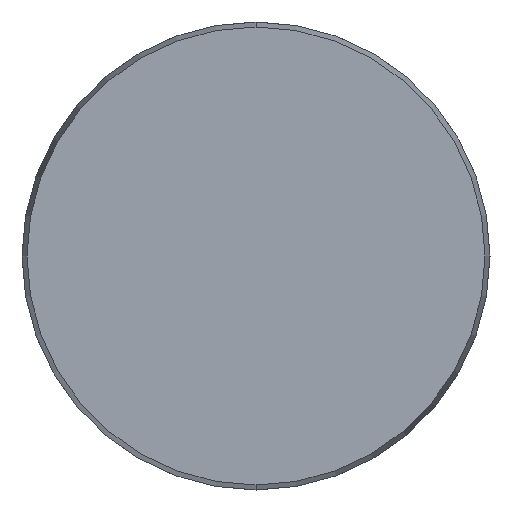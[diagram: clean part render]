
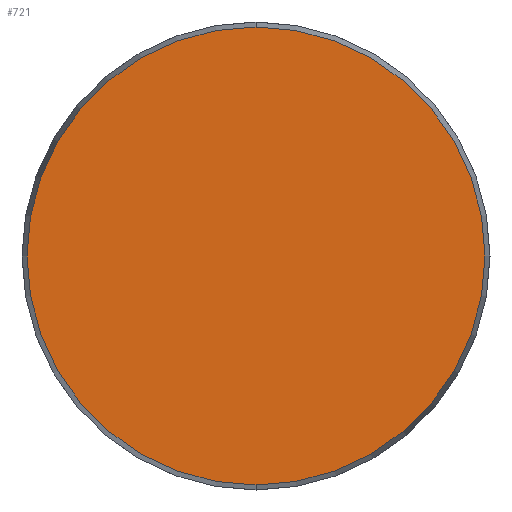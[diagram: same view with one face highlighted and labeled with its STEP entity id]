
A CAD part, front view. The second image highlights one B-rep face of the part: STEP entity #721.
In plain terms, the highlighted planar face has unit normal (0, -1, 0).
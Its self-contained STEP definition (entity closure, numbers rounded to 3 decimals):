
#69 = CIRCLE ( 'NONE', #650, 39.143 ) ;
#91 = DIRECTION ( 'NONE',  ( 0., 1., 0. ) ) ;
#160 = DIRECTION ( 'NONE',  ( 0., 0., -1. ) ) ;
#235 = VERTEX_POINT ( 'NONE', #1281 ) ;
#256 = CARTESIAN_POINT ( 'NONE',  ( 0., 0., -39.143 ) ) ;
#271 = CARTESIAN_POINT ( 'NONE',  ( 0., 0., 0. ) ) ;
#286 = EDGE_CURVE ( 'NONE', #235, #1073, #69, .T. ) ;
#288 = EDGE_CURVE ( 'NONE', #1073, #235, #690, .T. ) ;
#398 = PLANE ( 'NONE',  #500 ) ;
#419 = FACE_OUTER_BOUND ( 'NONE', #946, .T. ) ;
#500 = AXIS2_PLACEMENT_3D ( 'NONE', #813, #91, #701 ) ;
#561 = DIRECTION ( 'NONE',  ( 0., 0., -1. ) ) ;
#583 = CARTESIAN_POINT ( 'NONE',  ( 0., 0., 0. ) ) ;
#626 = AXIS2_PLACEMENT_3D ( 'NONE', #271, #992, #561 ) ;
#650 = AXIS2_PLACEMENT_3D ( 'NONE', #583, #658, #160 ) ;
#658 = DIRECTION ( 'NONE',  ( 0., -1., 0. ) ) ;
#690 = CIRCLE ( 'NONE', #626, 39.143 ) ;
#701 = DIRECTION ( 'NONE',  ( 0., 0., 1. ) ) ;
#721 = ADVANCED_FACE ( 'NONE', ( #419 ), #398, .F. ) ;
#813 = CARTESIAN_POINT ( 'NONE',  ( -39.143, 0., 0. ) ) ;
#946 = EDGE_LOOP ( 'NONE', ( #970, #1030 ) ) ;
#970 = ORIENTED_EDGE ( 'NONE', *, *, #286, .T. ) ;
#992 = DIRECTION ( 'NONE',  ( 0., -1., 0. ) ) ;
#1030 = ORIENTED_EDGE ( 'NONE', *, *, #288, .T. ) ;
#1073 = VERTEX_POINT ( 'NONE', #256 ) ;
#1281 = CARTESIAN_POINT ( 'NONE',  ( 0., 0., 39.143 ) ) ;
